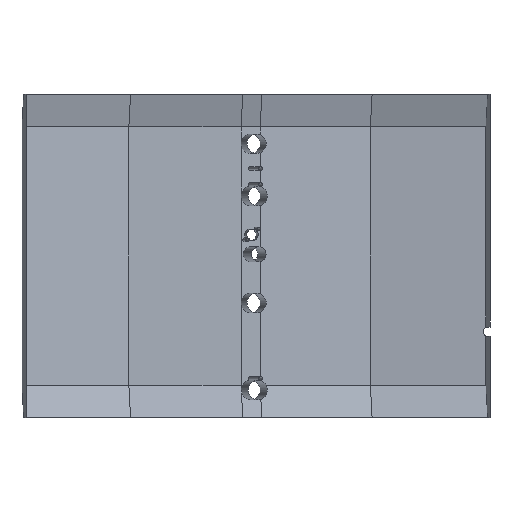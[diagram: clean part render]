
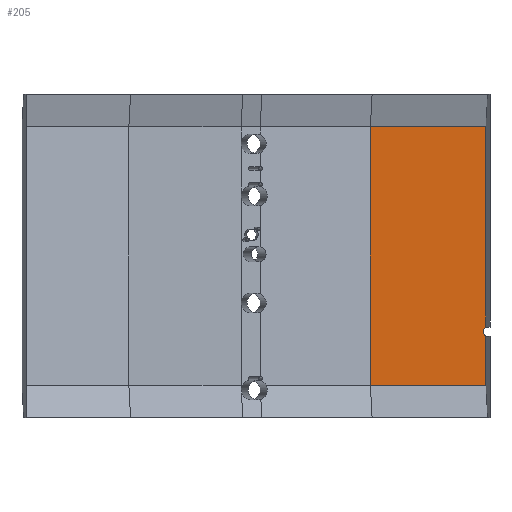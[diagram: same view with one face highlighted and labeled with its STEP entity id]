
A CAD part, left-side view. The second image highlights one B-rep face of the part: STEP entity #205.
In plain terms, the highlighted face is planar.
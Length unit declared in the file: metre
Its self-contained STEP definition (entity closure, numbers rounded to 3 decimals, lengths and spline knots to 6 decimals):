
#124 = PLANE('',#125);
#125 = AXIS2_PLACEMENT_3D('',#126,#127,#128);
#126 = CARTESIAN_POINT('',(-554.25,36.368292,-450.));
#127 = DIRECTION('',(0.208,0.937,0.281));
#128 = DIRECTION('',(0.,-0.287,0.958)
  );
#137 = VERTEX_POINT('',#138);
#138 = CARTESIAN_POINT('',(-729.,60.136228,-400.));
#152 = EDGE_CURVE('',#137,#153,#155,.T.);
#153 = VERTEX_POINT('',#154);
#154 = CARTESIAN_POINT('',(-379.5,-17.399644,-400.));
#155 = SURFACE_CURVE('',#156,(#160,#167),.PCURVE_S1.);
#156 = LINE('',#157,#158);
#157 = CARTESIAN_POINT('',(-729.,60.136228,-400.));
#158 = VECTOR('',#159,1.);
#159 = DIRECTION('',(0.976,-0.217,0.));
#160 = PCURVE('',#124,#161);
#161 = DEFINITIONAL_REPRESENTATION('',(#162),#166);
#162 = LINE('',#163,#164);
#163 = CARTESIAN_POINT('',(41.062,-178.652));
#164 = VECTOR('',#165,1.);
#165 = DIRECTION('',(0.062,0.998));
#166 = ( GEOMETRIC_REPRESENTATION_CONTEXT(2) 
PARAMETRIC_REPRESENTATION_CONTEXT() REPRESENTATION_CONTEXT('2D SPACE',''
  ) );
#167 = PCURVE('',#168,#173);
#168 = PLANE('',#169);
#169 = AXIS2_PLACEMENT_3D('',#170,#171,#172);
#170 = CARTESIAN_POINT('',(-729.,60.136228,-400.));
#171 = DIRECTION('',(0.217,0.976,-0.));
#172 = DIRECTION('',(0.,0.,1.));
#173 = DEFINITIONAL_REPRESENTATION('',(#174),#178);
#174 = LINE('',#175,#176);
#175 = CARTESIAN_POINT('',(0.,0.));
#176 = VECTOR('',#177,1.);
#177 = DIRECTION('',(0.,1.));
#178 = ( GEOMETRIC_REPRESENTATION_CONTEXT(2) 
PARAMETRIC_REPRESENTATION_CONTEXT() REPRESENTATION_CONTEXT('2D SPACE',''
  ) );
#205 = ADVANCED_FACE('',(#206),#168,.T.);
#206 = FACE_BOUND('',#207,.T.);
#207 = EDGE_LOOP('',(#208,#209,#225,#242,#258,#286));
#208 = ORIENTED_EDGE('',*,*,#152,.F.);
#209 = ORIENTED_EDGE('',*,*,#210,.T.);
#210 = EDGE_CURVE('',#137,#211,#213,.T.);
#211 = VERTEX_POINT('',#212);
#212 = CARTESIAN_POINT('',(-729.,60.136228,-248.236836));
#213 = SURFACE_CURVE('',#214,(#218),.PCURVE_S1.);
#214 = LINE('',#215,#216);
#215 = CARTESIAN_POINT('',(-729.,60.136228,-400.));
#216 = VECTOR('',#217,1.);
#217 = DIRECTION('',(0.,0.,1.));
#218 = PCURVE('',#168,#219);
#219 = DEFINITIONAL_REPRESENTATION('',(#220),#224);
#220 = LINE('',#221,#222);
#221 = CARTESIAN_POINT('',(0.,0.));
#222 = VECTOR('',#223,1.);
#223 = DIRECTION('',(1.,0.));
#224 = ( GEOMETRIC_REPRESENTATION_CONTEXT(2) 
PARAMETRIC_REPRESENTATION_CONTEXT() REPRESENTATION_CONTEXT('2D SPACE',''
  ) );
#225 = ORIENTED_EDGE('',*,*,#226,.F.);
#226 = EDGE_CURVE('',#227,#211,#229,.T.);
#227 = VERTEX_POINT('',#228);
#228 = CARTESIAN_POINT('',(-729.,60.136228,-219.763164));
#229 = SURFACE_CURVE('',#230,(#235),.PCURVE_S1.);
#230 = ELLIPSE('',#231,16.838966,16.439282);
#231 = AXIS2_PLACEMENT_3D('',#232,#233,#234);
#232 = CARTESIAN_POINT('',(-737.219641,61.959739,-234.));
#233 = DIRECTION('',(0.217,0.976,-0.));
#234 = DIRECTION('',(-0.976,0.217,0.));
#235 = PCURVE('',#168,#236);
#236 = DEFINITIONAL_REPRESENTATION('',(#237),#241);
#237 = ELLIPSE('',#238,16.838966,16.439282);
#238 = AXIS2_PLACEMENT_2D('',#239,#240);
#239 = CARTESIAN_POINT('',(166.,-8.419));
#240 = DIRECTION('',(0.,-1.));
#241 = ( GEOMETRIC_REPRESENTATION_CONTEXT(2) 
PARAMETRIC_REPRESENTATION_CONTEXT() REPRESENTATION_CONTEXT('2D SPACE',''
  ) );
#242 = ORIENTED_EDGE('',*,*,#243,.T.);
#243 = EDGE_CURVE('',#227,#244,#246,.T.);
#244 = VERTEX_POINT('',#245);
#245 = CARTESIAN_POINT('',(-729.,60.136228,400.));
#246 = SURFACE_CURVE('',#247,(#251),.PCURVE_S1.);
#247 = LINE('',#248,#249);
#248 = CARTESIAN_POINT('',(-729.,60.136228,-400.));
#249 = VECTOR('',#250,1.);
#250 = DIRECTION('',(0.,0.,1.));
#251 = PCURVE('',#168,#252);
#252 = DEFINITIONAL_REPRESENTATION('',(#253),#257);
#253 = LINE('',#254,#255);
#254 = CARTESIAN_POINT('',(0.,0.));
#255 = VECTOR('',#256,1.);
#256 = DIRECTION('',(1.,0.));
#257 = ( GEOMETRIC_REPRESENTATION_CONTEXT(2) 
PARAMETRIC_REPRESENTATION_CONTEXT() REPRESENTATION_CONTEXT('2D SPACE',''
  ) );
#258 = ORIENTED_EDGE('',*,*,#259,.T.);
#259 = EDGE_CURVE('',#244,#260,#262,.T.);
#260 = VERTEX_POINT('',#261);
#261 = CARTESIAN_POINT('',(-379.5,-17.399644,400.));
#262 = SURFACE_CURVE('',#263,(#267,#274),.PCURVE_S1.);
#263 = LINE('',#264,#265);
#264 = CARTESIAN_POINT('',(-729.,60.136228,400.));
#265 = VECTOR('',#266,1.);
#266 = DIRECTION('',(0.976,-0.217,0.));
#267 = PCURVE('',#168,#268);
#268 = DEFINITIONAL_REPRESENTATION('',(#269),#273);
#269 = LINE('',#270,#271);
#270 = CARTESIAN_POINT('',(800.,0.));
#271 = VECTOR('',#272,1.);
#272 = DIRECTION('',(0.,1.));
#273 = ( GEOMETRIC_REPRESENTATION_CONTEXT(2) 
PARAMETRIC_REPRESENTATION_CONTEXT() REPRESENTATION_CONTEXT('2D SPACE',''
  ) );
#274 = PCURVE('',#275,#280);
#275 = PLANE('',#276);
#276 = AXIS2_PLACEMENT_3D('',#277,#278,#279);
#277 = CARTESIAN_POINT('',(-554.25,36.368292,450.));
#278 = DIRECTION('',(0.208,0.937,-0.281));
#279 = DIRECTION('',(0.,0.287,0.958));
#280 = DEFINITIONAL_REPRESENTATION('',(#281),#285);
#281 = LINE('',#282,#283);
#282 = CARTESIAN_POINT('',(-41.062,-178.652));
#283 = VECTOR('',#284,1.);
#284 = DIRECTION('',(-0.062,0.998));
#285 = ( GEOMETRIC_REPRESENTATION_CONTEXT(2) 
PARAMETRIC_REPRESENTATION_CONTEXT() REPRESENTATION_CONTEXT('2D SPACE',''
  ) );
#286 = ORIENTED_EDGE('',*,*,#287,.F.);
#287 = EDGE_CURVE('',#153,#260,#288,.T.);
#288 = SURFACE_CURVE('',#289,(#293,#300),.PCURVE_S1.);
#289 = LINE('',#290,#291);
#290 = CARTESIAN_POINT('',(-379.5,-17.399644,-400.));
#291 = VECTOR('',#292,1.);
#292 = DIRECTION('',(0.,0.,1.));
#293 = PCURVE('',#168,#294);
#294 = DEFINITIONAL_REPRESENTATION('',(#295),#299);
#295 = LINE('',#296,#297);
#296 = CARTESIAN_POINT('',(0.,357.997));
#297 = VECTOR('',#298,1.);
#298 = DIRECTION('',(1.,0.));
#299 = ( GEOMETRIC_REPRESENTATION_CONTEXT(2) 
PARAMETRIC_REPRESENTATION_CONTEXT() REPRESENTATION_CONTEXT('2D SPACE',''
  ) );
#300 = PCURVE('',#301,#306);
#301 = PLANE('',#302);
#302 = AXIS2_PLACEMENT_3D('',#303,#304,#305);
#303 = CARTESIAN_POINT('',(-379.5,-17.399644,-400.));
#304 = DIRECTION('',(-0.05,0.999,0.));
#305 = DIRECTION('',(0.,0.,1.));
#306 = DEFINITIONAL_REPRESENTATION('',(#307),#311);
#307 = LINE('',#308,#309);
#308 = CARTESIAN_POINT('',(0.,0.));
#309 = VECTOR('',#310,1.);
#310 = DIRECTION('',(1.,0.));
#311 = ( GEOMETRIC_REPRESENTATION_CONTEXT(2) 
PARAMETRIC_REPRESENTATION_CONTEXT() REPRESENTATION_CONTEXT('2D SPACE',''
  ) );
